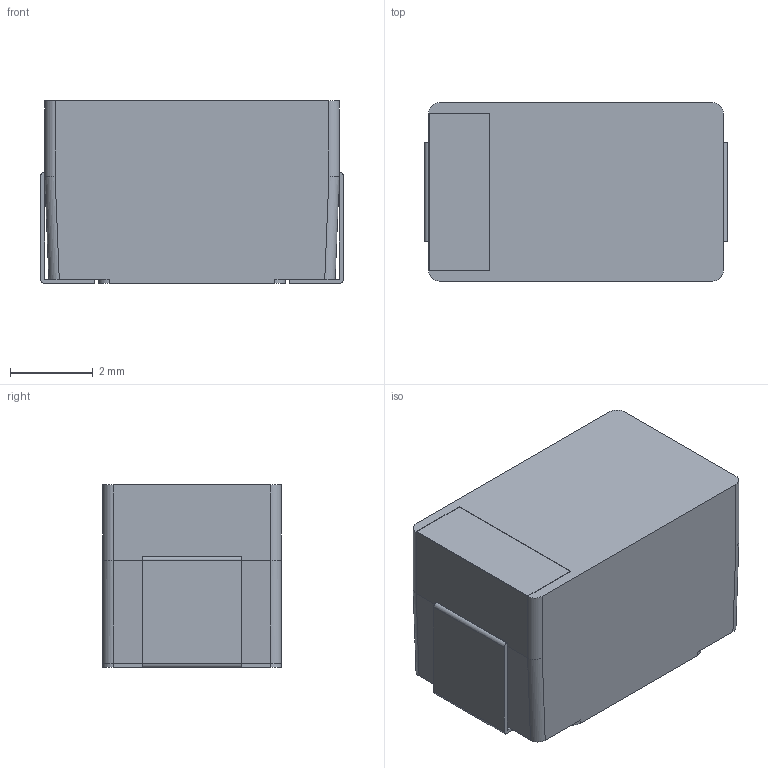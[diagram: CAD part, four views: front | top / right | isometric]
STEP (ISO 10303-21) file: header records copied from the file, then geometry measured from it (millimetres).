
FILE_DESCRIPTION(('Open CASCADE Model'),'2;1');
FILE_NAME('Open CASCADE Shape Model','2025-01-31T13:31:12',('Author'),('Open CASCADE'),'Open CASCADE STEP processor 7.7','Open CASCADE 7.7','Unknown');
FILE_SCHEMA(('AUTOMOTIVE_DESIGN { 1 0 10303 214 1 1 1 1 }'));
Length unit declared in the file: millimetre
Products named in the file (1): CAPPM730X430X430L130X240
Bounding box: 7.3 x 4.3 x 4.41 mm (x, y, z)
Volume: 133.8 mm3; surface area: 185.5 mm2
Topology: 1 solids, 1 shells, 49 faces, 138 edges, 88 vertices
Faces by surface type: plane 33, cylinder 16
Entity records: 1159 total; most frequent: ORIENTED_EDGE 222, CARTESIAN_POINT 193, EDGE_CURVE 138, LINE 94, VERTEX_POINT 88, AXIS2_PLACEMENT_3D 77, FACE_BOUND 50, EDGE_LOOP 50
